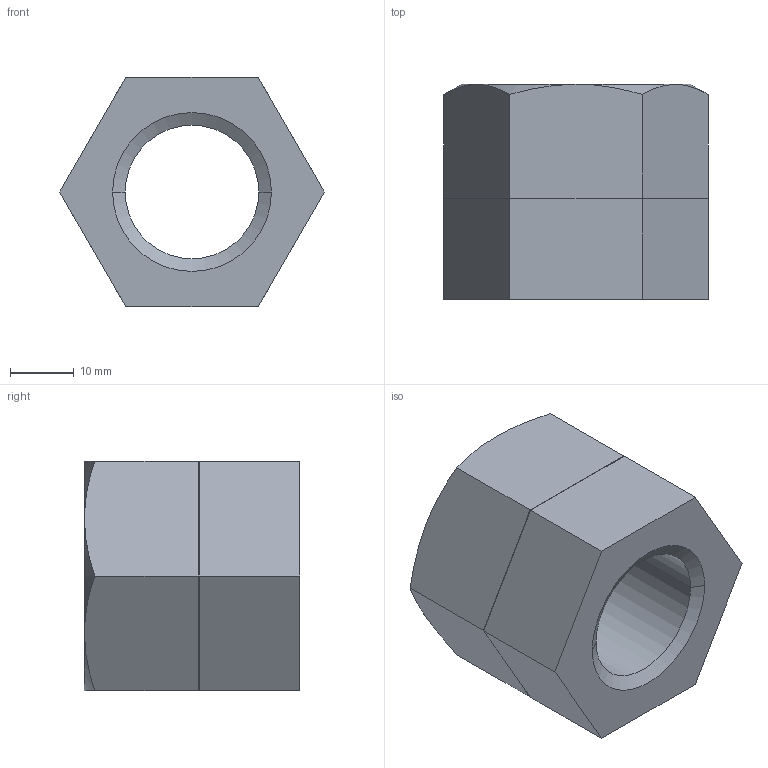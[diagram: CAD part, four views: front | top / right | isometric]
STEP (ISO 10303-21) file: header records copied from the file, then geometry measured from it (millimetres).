
FILE_DESCRIPTION((''),'2;1');
FILE_NAME('0RSTD024_____0','2019-10-29T15:43:25',('kim.bk'),(''),'CREO PARAMETRIC BY PTC INC, 2019010','CREO PARAMETRIC BY PTC INC, 2019010','');
FILE_SCHEMA(('CONFIG_CONTROL_DESIGN'));
Length unit declared in the file: millimetre
Products named in the file (1): 0RSTD024_____0
Bounding box: 41.57 x 33.8 x 36 mm (x, y, z)
Volume: 25919.5 mm3; surface area: 10907.3 mm2
Topology: 2 solids, 2 shells, 284 faces, 776 edges, 514 vertices
Faces by surface type: plane 266, cone 14, cylinder 4
Entity records: 8904 total; most frequent: CARTESIAN_POINT 1652, ORIENTED_EDGE 1552, DIRECTION 1358, EDGE_CURVE 776, VECTOR 738, LINE 738, VERTEX_POINT 514, AXIS2_PLACEMENT_3D 310
